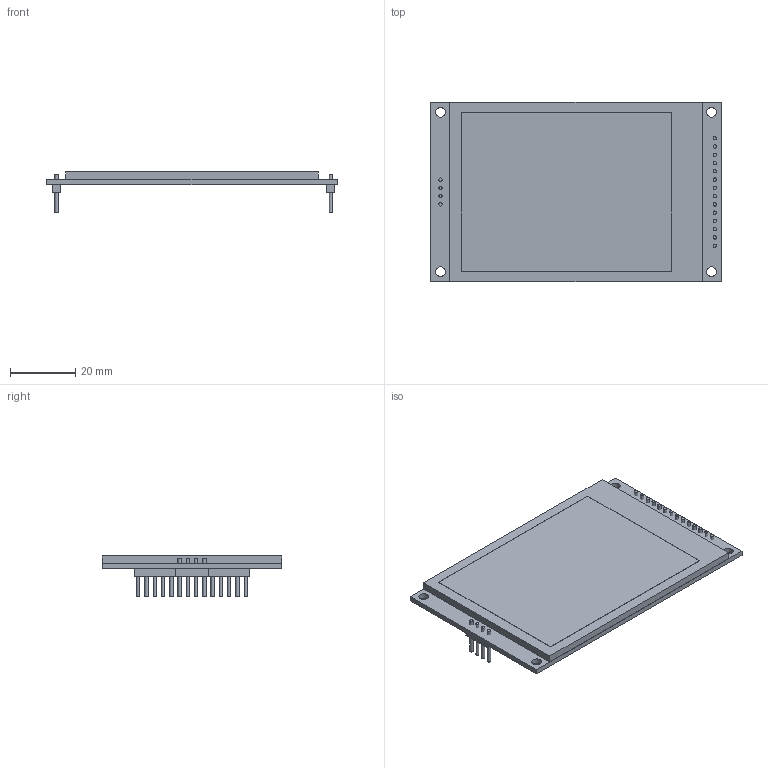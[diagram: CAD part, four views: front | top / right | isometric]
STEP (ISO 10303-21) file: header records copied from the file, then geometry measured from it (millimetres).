
FILE_DESCRIPTION(('FreeCAD Model'),'2;1');
FILE_NAME( '320x240.step', '2020-06-11T22:33:23',('Author'),(''), 'Open CASCADE STEP processor 7.3','FreeCAD','Unknown');
FILE_SCHEMA(('AUTOMOTIVE_DESIGN { 1 0 10303 214 1 1 1 1 }'));
Length unit declared in the file: millimetre
Products named in the file (24): sip_001; Cube; pin010; pin009; pin006; pin016; pin014; sip_002; Cube001; Cut003; pin013; pin017; pin005; pin002; pin003; pin001; pin004; pin007; pin008; pin012; pin011; pin015; pin019; pin018
Bounding box: 89.3 x 55.04 x 12.54 mm (x, y, z)
Volume: 18444.1 mm3; surface area: 27004.8 mm2
Topology: 24 solids, 24 shells, 91 faces, 129 edges, 86 vertices
Faces by surface type: plane 68, cylinder 23
Full cylindrical faces by diameter (mm): 1.02 x19, 3 x4
Entity records: 4143 total; most frequent: DIRECTION 617, CARTESIAN_POINT 565, LINE 295, VECTOR 295, ORIENTED_EDGE 258, PCURVE 258, DEFINITIONAL_REPRESENTATION 258, AXIS2_PLACEMENT_3D 138
